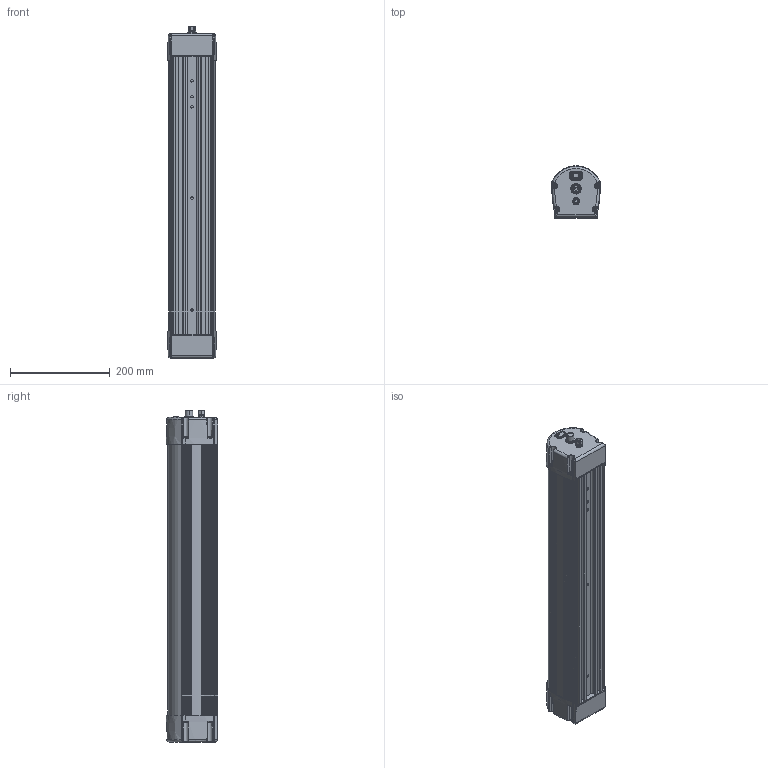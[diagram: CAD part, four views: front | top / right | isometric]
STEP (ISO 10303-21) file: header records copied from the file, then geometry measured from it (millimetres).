
FILE_DESCRIPTION((''),'2;1');
FILE_NAME('183604_ASM','2014-11-03T',('pdmadmin'),(''),'PRO/ENGINEER BY PARAMETRIC TECHNOLOGY CORPORATION, 2013230','PRO/ENGINEER BY PARAMETRIC TECHNOLOGY CORPORATION, 2013230','');
FILE_SCHEMA(('CONFIG_CONTROL_DESIGN'));
Length unit declared in the file: millimetre
Products named in the file (42): 183987; DOLSON_180770; 181407A; WIR22A; 0805C; SMC; 1210; SMA2; SOD123W; 0805; ST363A; 0603; 0603C; HTSSOP16; SOD123; 1206C; 0603F; DPAK; SMINDD; 1206; 2010; PDI123; SOT23; 181407A_ASM; 180777; 180775; 180776; 182592; 176197; 176108; CANAL_MR2-131C__-N__1-10NC; 130487; 183113; 184273; 182764; SMLED3030ALT; TVS2_1; 0603_ALT; SP75197; WIRE16 ...
Assembly tree (303 placements, depth 3):
  183604_ASM
    183987
    DOLSON_180770
    181407A_ASM
      181407A
      WIR22A  x9
      0805C  x7
      SMC  x2
      1210  x3
      SMA2
      SOD123W  x2
      0805  x8
      ST363A
      0603  x8
      0603C
      HTSSOP16
      SOD123
      1206C  x5
      0603F
      DPAK
      SMINDD
      1206
      2010  x2
      PDI123
      SOT23
    180777
    180775
    180776
    182592
    176197
    176108
    CANAL_MR2-131C__-N__1-10NC
    130487
    183113  x8
    184273
    182764_ASM
      182764
      0603  x90
      SMLED3030ALT  x90
      SOT23  x10
      1206  x20
      TVS2_1
      0805  x4
      0603_ALT
      SMA2
      SP75197  x4
      WIRE16  x2
Bounding box: 97.38 x 103.89 x 664.57 mm (x, y, z)
Volume: 935612 mm3; surface area: 869055.3 mm2
Topology: 293 solids, 302 shells, 9111 faces, 25747 edges, 17373 vertices
Faces by surface type: plane 5338, cylinder 2712, bspline 605, cone 252, torus 160, sphere 36, extrusion 8
Entity records: 128759 total; most frequent: CARTESIAN_POINT 47672, ORIENTED_EDGE 16717, DIRECTION 16273, EDGE_CURVE 8569, AXIS2_PLACEMENT_3D 5672, VERTEX_POINT 5552, VECTOR 4929, LINE 4921
